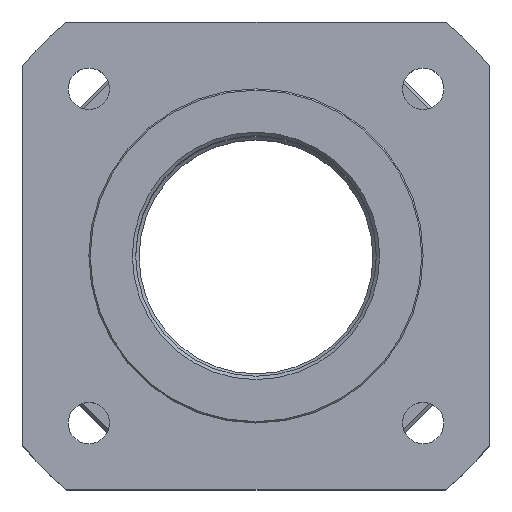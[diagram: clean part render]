
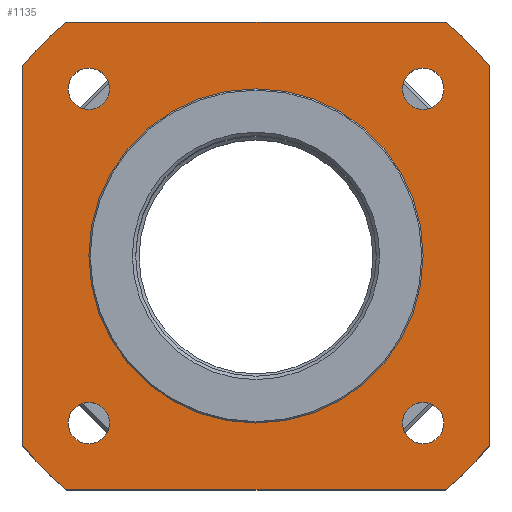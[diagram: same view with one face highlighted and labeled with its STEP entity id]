
A CAD part, top view. The second image highlights one B-rep face of the part: STEP entity #1135.
In plain terms, the highlighted planar face has unit normal (0, 0, 1).
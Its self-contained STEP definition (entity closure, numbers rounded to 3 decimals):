
#27=PLANE($,#1254);
#82=FACE_BOUND($,#240,.T.);
#83=FACE_BOUND($,#241,.T.);
#84=FACE_BOUND($,#242,.T.);
#85=FACE_BOUND($,#243,.T.);
#86=FACE_BOUND($,#244,.T.);
#87=FACE_BOUND($,#245,.T.);
#240=EDGE_LOOP($,(#920));
#241=EDGE_LOOP($,(#921));
#242=EDGE_LOOP($,(#922));
#243=EDGE_LOOP($,(#923));
#244=EDGE_LOOP($,(#924,#925,#926,#927,#928,#929,#930,#931));
#245=EDGE_LOOP($,(#932));
#329=LINE($,#1998,#385);
#332=LINE($,#2004,#388);
#335=LINE($,#2010,#391);
#337=LINE($,#2016,#393);
#385=VECTOR($,#1519,56.569);
#388=VECTOR($,#1524,56.569);
#391=VECTOR($,#1529,56.569);
#393=VECTOR($,#1535,56.569);
#405=CIRCLE($,#1175,3.1);
#407=CIRCLE($,#1178,3.1);
#409=CIRCLE($,#1181,3.1);
#411=CIRCLE($,#1184,3.1);
#443=CIRCLE($,#1250,25.);
#444=CIRCLE($,#1255,45.);
#445=CIRCLE($,#1256,45.);
#446=CIRCLE($,#1257,45.);
#447=CIRCLE($,#1258,45.);
#502=VERTEX_POINT($,#1743);
#504=VERTEX_POINT($,#1748);
#506=VERTEX_POINT($,#1753);
#508=VERTEX_POINT($,#1758);
#560=VERTEX_POINT($,#1992);
#561=VERTEX_POINT($,#1995);
#562=VERTEX_POINT($,#1997);
#563=VERTEX_POINT($,#2001);
#564=VERTEX_POINT($,#2003);
#565=VERTEX_POINT($,#2007);
#566=VERTEX_POINT($,#2009);
#567=VERTEX_POINT($,#2013);
#568=VERTEX_POINT($,#2015);
#607=EDGE_CURVE($,#502,#502,#405,.T.);
#609=EDGE_CURVE($,#504,#504,#407,.T.);
#611=EDGE_CURVE($,#506,#506,#409,.T.);
#613=EDGE_CURVE($,#508,#508,#411,.T.);
#689=EDGE_CURVE($,#560,#560,#443,.T.);
#691=EDGE_CURVE($,#562,#561,#329,.T.);
#694=EDGE_CURVE($,#564,#563,#332,.T.);
#697=EDGE_CURVE($,#566,#565,#335,.T.);
#699=EDGE_CURVE($,#561,#567,#444,.T.);
#700=EDGE_CURVE($,#567,#568,#337,.T.);
#701=EDGE_CURVE($,#568,#566,#445,.T.);
#702=EDGE_CURVE($,#565,#564,#446,.T.);
#703=EDGE_CURVE($,#563,#562,#447,.T.);
#920=ORIENTED_EDGE($,*,*,#607,.T.);
#921=ORIENTED_EDGE($,*,*,#609,.T.);
#922=ORIENTED_EDGE($,*,*,#611,.T.);
#923=ORIENTED_EDGE($,*,*,#613,.T.);
#924=ORIENTED_EDGE($,*,*,#691,.T.);
#925=ORIENTED_EDGE($,*,*,#699,.T.);
#926=ORIENTED_EDGE($,*,*,#700,.T.);
#927=ORIENTED_EDGE($,*,*,#701,.T.);
#928=ORIENTED_EDGE($,*,*,#697,.T.);
#929=ORIENTED_EDGE($,*,*,#702,.T.);
#930=ORIENTED_EDGE($,*,*,#694,.T.);
#931=ORIENTED_EDGE($,*,*,#703,.T.);
#932=ORIENTED_EDGE($,*,*,#689,.F.);
#1135=ADVANCED_FACE($,(#82,#83,#84,#85,#86,#87),#27,.T.);
#1175=AXIS2_PLACEMENT_3D($,#1744,#1328,#1329);
#1178=AXIS2_PLACEMENT_3D($,#1749,#1334,#1335);
#1181=AXIS2_PLACEMENT_3D($,#1754,#1340,#1341);
#1184=AXIS2_PLACEMENT_3D($,#1759,#1346,#1347);
#1250=AXIS2_PLACEMENT_3D($,#1993,#1514,#1515);
#1254=AXIS2_PLACEMENT_3D($,#2012,#1531,#1532);
#1255=AXIS2_PLACEMENT_3D($,#2014,#1533,#1534);
#1256=AXIS2_PLACEMENT_3D($,#2017,#1536,#1537);
#1257=AXIS2_PLACEMENT_3D($,#2018,#1538,#1539);
#1258=AXIS2_PLACEMENT_3D($,#2019,#1540,#1541);
#1328=DIRECTION('center_axis',(0.,0.,
-1.));
#1329=DIRECTION('ref_axis',(-1.,0.,0.));
#1334=DIRECTION('center_axis',(0.,0.,
-1.));
#1335=DIRECTION('ref_axis',(-1.,0.,0.));
#1340=DIRECTION('center_axis',(0.,0.,
-1.));
#1341=DIRECTION('ref_axis',(-1.,0.,0.));
#1346=DIRECTION('center_axis',(0.,0.,
-1.));
#1347=DIRECTION('ref_axis',(-1.,0.,0.));
#1514=DIRECTION('center_axis',(0.,0.,
1.));
#1515=DIRECTION('ref_axis',(0.,1.,0.));
#1519=DIRECTION($,(0.,1.,0.));
#1524=DIRECTION($,(1.,0.,0.));
#1529=DIRECTION($,(0.,-1.,0.));
#1531=DIRECTION('center_axis',(0.,0.,
1.));
#1532=DIRECTION('ref_axis',(1.,0.,0.));
#1533=DIRECTION('center_axis',(0.,0.,
1.));
#1534=DIRECTION('ref_axis',(0.,1.,0.));
#1535=DIRECTION($,(-1.,0.,0.));
#1536=DIRECTION('center_axis',(0.,0.,
1.));
#1537=DIRECTION('ref_axis',(0.,1.,0.));
#1538=DIRECTION('center_axis',(0.,0.,
1.));
#1539=DIRECTION('ref_axis',(0.,1.,0.));
#1540=DIRECTION('center_axis',(0.,0.,
1.));
#1541=DIRECTION('ref_axis',(0.,1.,0.));
#1743=CARTESIAN_POINT('',(210.24,68.91,90.5));
#1744=CARTESIAN_POINT('Origin',(207.14,68.91,90.5));
#1748=CARTESIAN_POINT('',(210.24,118.91,90.5));
#1749=CARTESIAN_POINT('Origin',(207.14,118.91,90.5));
#1753=CARTESIAN_POINT('',(160.24,68.91,90.5));
#1754=CARTESIAN_POINT('Origin',(157.14,68.91,90.5));
#1758=CARTESIAN_POINT('',(160.24,118.91,90.5));
#1759=CARTESIAN_POINT('Origin',(157.14,118.91,90.5));
#1992=CARTESIAN_POINT('',(182.14,118.91,90.5));
#1993=CARTESIAN_POINT('Origin',(182.14,93.91,90.5));
#1995=CARTESIAN_POINT('',(217.14,122.194,90.5));
#1997=CARTESIAN_POINT('',(217.14,65.626,90.5));
#1998=CARTESIAN_POINT($,(217.14,114.302,90.5));
#2001=CARTESIAN_POINT('',(210.424,58.91,90.5));
#2003=CARTESIAN_POINT('',(153.856,58.91,90.5));
#2004=CARTESIAN_POINT($,(196.282,58.91,90.5));
#2007=CARTESIAN_POINT('',(147.14,65.626,90.5));
#2009=CARTESIAN_POINT('',(147.14,122.194,90.5));
#2010=CARTESIAN_POINT($,(147.14,86.018,90.5));
#2012=CARTESIAN_POINT('Origin',(182.14,106.41,90.5));
#2013=CARTESIAN_POINT('',(210.424,128.91,90.5));
#2014=CARTESIAN_POINT('Origin',(182.14,93.91,90.5));
#2015=CARTESIAN_POINT('',(153.856,128.91,90.5));
#2016=CARTESIAN_POINT($,(167.998,128.91,90.5));
#2017=CARTESIAN_POINT('Origin',(182.14,93.91,90.5));
#2018=CARTESIAN_POINT('Origin',(182.14,93.91,90.5));
#2019=CARTESIAN_POINT('Origin',(182.14,93.91,90.5));
